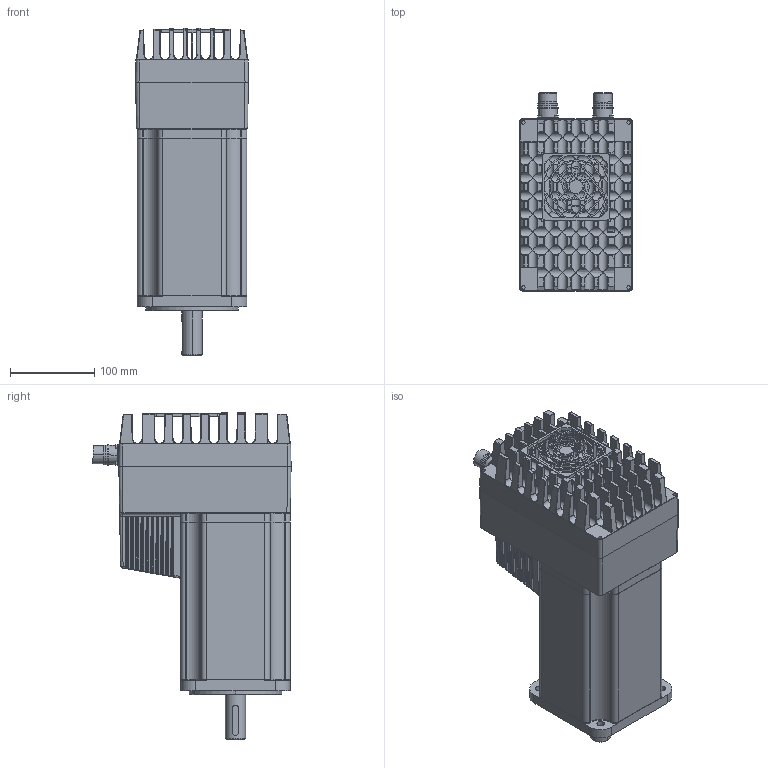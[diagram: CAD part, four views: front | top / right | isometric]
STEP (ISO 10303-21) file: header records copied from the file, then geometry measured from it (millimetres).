
FILE_DESCRIPTION (( 'STEP AP214' ), '1' );
FILE_NAME ('MAC 4500 G2 FAN Rev2.STEP', '2019-08-27T14:49:54', ( '' ), ( '' ), 'SwSTEP 2.0', 'SolidWorks 2018', '' );
FILE_SCHEMA (( 'AUTOMOTIVE_DESIGN' ));
Length unit declared in the file: millimetre
Products named in the file (11): Front cover S; Front flange S; Rear flange S; Center part S_MAC 4500; Module s_4500 w fan; Housing S; M23 female; MAC 4500 G2 FAN Rev2; M23 male; Fan grill Sinwan; Shaft S
Assembly tree (10 placements, depth 2):
  MAC 4500 G2 FAN Rev2
    Front flange S
    Center part S_MAC 4500
    Rear flange S
    Housing S
    Module s_4500 w fan
    Front cover S
    Shaft S
    M23 male
    M23 female
    Fan grill Sinwan
Bounding box: 133.88 x 235.27 x 388.2 mm (x, y, z)
Volume: 6003654.3 mm3; surface area: 510191.4 mm2
Topology: 10 solids, 11 shells, 2452 faces, 6145 edges, 3723 vertices
Faces by surface type: cylinder 1051, plane 824, bspline 501, cone 72, torus 4
Entity records: 108591 total; most frequent: CARTESIAN_POINT 50813, ORIENTED_EDGE 12186, DIRECTION 10010, EDGE_CURVE 6093, VERTEX_POINT 3723, AXIS2_PLACEMENT_3D 3462, VECTOR 3086, LINE 3086
